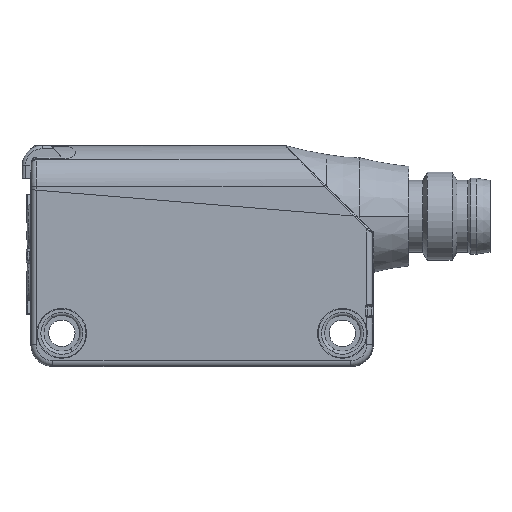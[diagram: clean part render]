
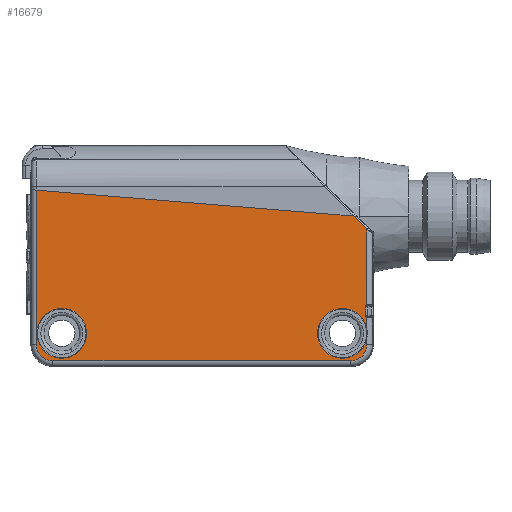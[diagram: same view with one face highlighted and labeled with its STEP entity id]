
A CAD part, left-side view. The second image highlights one B-rep face of the part: STEP entity #16679.
In plain terms, the highlighted planar face has unit normal (-1, 0, 0).
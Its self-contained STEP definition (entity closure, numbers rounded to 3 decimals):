
#1253=DIRECTION('',(0.,0.997,0.081));
#1254=VECTOR('',#1253,28.84);
#1255=CARTESIAN_POINT('',(-5.5,3.454,-2.2));
#1256=LINE('',#1255,#1254);
#1275=DIRECTION('',(0.,-0.707,-0.707));
#1276=VECTOR('',#1275,1.65);
#1277=CARTESIAN_POINT('',(-5.5,3.454,-2.2));
#1278=LINE('',#1277,#1276);
#1279=CARTESIAN_POINT('',(-5.5,2.2,-10.412));
#1280=DIRECTION('',(-1.,0.,0.));
#1281=DIRECTION('',(0.,0.437,0.9));
#1282=AXIS2_PLACEMENT_3D('',#1279,#1280,#1281);
#1284=CARTESIAN_POINT('',(-5.5,2.2,-11.212));
#1285=DIRECTION('',(-1.,0.,0.));
#1286=DIRECTION('',(0.,1.,0.));
#1287=AXIS2_PLACEMENT_3D('',#1284,#1285,#1286);
#1289=CARTESIAN_POINT('',(-5.5,4.5,-12.812));
#1290=DIRECTION('',(-1.,0.,0.));
#1291=DIRECTION('',(0.,-0.983,0.181));
#1292=AXIS2_PLACEMENT_3D('',#1289,#1290,#1291);
#1294=CARTESIAN_POINT('',(-5.5,4.5,-12.812));
#1295=DIRECTION('',(-1.,0.,0.));
#1296=DIRECTION('',(0.,0.,1.));
#1297=AXIS2_PLACEMENT_3D('',#1294,#1295,#1296);
#1299=CARTESIAN_POINT('',(-5.5,4.5,-12.812));
#1300=DIRECTION('',(-1.,0.,0.));
#1301=DIRECTION('',(0.,0.,-1.));
#1302=AXIS2_PLACEMENT_3D('',#1299,#1300,#1301);
#1304=CARTESIAN_POINT('',(-5.5,3.787,
-13.812));
#1305=DIRECTION('',(1.,0.,0.));
#1306=DIRECTION('',(0.,-1.,0.));
#1307=AXIS2_PLACEMENT_3D('',#1304,#1305,#1306);
#1309=CARTESIAN_POINT('',(-5.5,30.7,-13.812));
#1310=DIRECTION('',(1.,0.,0.));
#1311=DIRECTION('',(0.,0.,-1.));
#1312=AXIS2_PLACEMENT_3D('',#1309,#1310,#1311);
#1314=CARTESIAN_POINT('',(-5.5,29.9,-12.812));
#1315=DIRECTION('',(-1.,0.,0.));
#1316=DIRECTION('',(0.,0.,1.));
#1317=AXIS2_PLACEMENT_3D('',#1314,#1315,#1316);
#1319=CARTESIAN_POINT('',(-5.5,29.9,-12.812));
#1320=DIRECTION('',(-1.,0.,0.));
#1321=DIRECTION('',(0.,0.,-1.));
#1322=AXIS2_PLACEMENT_3D('',#1319,#1320,#1321);
#1324=DIRECTION('',(0.,0.,1.));
#1325=VECTOR('',#1324,6.866);
#1326=CARTESIAN_POINT('',(-5.5,2.287,
-10.232));
#1327=LINE('',#1326,#1325);
#1506=CARTESIAN_POINT('',(-5.5,2.287,
-11.392));
#1522=DIRECTION('',(0.,0.,1.));
#1523=VECTOR('',#1522,0.592);
#1524=CARTESIAN_POINT('',(-5.5,2.287,
-13.812));
#1525=LINE('',#1524,#1523);
#1526=DIRECTION('',(0.,0.,1.));
#1527=VECTOR('',#1526,1.012);
#1528=CARTESIAN_POINT('',(-5.5,2.287,-12.404));
#1529=LINE('',#1528,#1527);
#1564=DIRECTION('',(0.,0.,1.));
#1565=VECTOR('',#1564,0.8);
#1566=CARTESIAN_POINT('',(-5.5,2.4,
-11.212));
#1567=LINE('',#1566,#1565);
#1669=DIRECTION('',(0.,-1.,0.));
#1670=VECTOR('',#1669,26.912);
#1671=CARTESIAN_POINT('',(-5.5,30.7,
-15.312));
#1672=LINE('',#1671,#1670);
#2126=DIRECTION('',(0.,0.,-1.));
#2127=VECTOR('',#2126,13.959);
#2128=CARTESIAN_POINT('',(-5.5,32.2,
0.147));
#2129=LINE('',#2128,#2127);
#9717=CARTESIAN_POINT('',(-5.5,32.199,0.147));
#9718=CARTESIAN_POINT('',(-5.5,32.199,0.147));
#9719=CARTESIAN_POINT('',(-5.5,32.199,
0.147));
#9720=CARTESIAN_POINT('',(-5.5,32.2,
0.147));
#9721=CARTESIAN_POINT('',(-5.5,32.2,
0.147));
#13241=VERTEX_POINT('',#1506);
#13242=CARTESIAN_POINT('',(-5.5,2.287,-13.812));
#13243=VERTEX_POINT('',#13242);
#13244=CARTESIAN_POINT('',(-5.5,2.287,-13.221));
#13245=VERTEX_POINT('',#13244);
#13246=CARTESIAN_POINT('',(-5.5,2.287,-12.404));
#13247=VERTEX_POINT('',#13246);
#13253=CARTESIAN_POINT('',(-5.5,2.4,-11.212));
#13254=VERTEX_POINT('',#13253);
#13255=CARTESIAN_POINT('',(-5.5,2.287,-10.232));
#13256=CARTESIAN_POINT('',(-5.5,2.4,-10.412));
#13257=VERTEX_POINT('',#13255);
#13258=VERTEX_POINT('',#13256);
#13259=CARTESIAN_POINT('',(-5.5,4.5,-10.562));
#13260=VERTEX_POINT('',#13259);
#13261=CARTESIAN_POINT('',(-5.5,4.5,-15.062));
#13262=VERTEX_POINT('',#13261);
#13263=CARTESIAN_POINT('',(-5.5,3.788,
-15.312));
#13264=VERTEX_POINT('',#13263);
#13265=CARTESIAN_POINT('',(-5.5,30.7,
-15.312));
#13266=VERTEX_POINT('',#13265);
#13267=CARTESIAN_POINT('',(-5.5,32.2,-13.812));
#13268=VERTEX_POINT('',#13267);
#13269=CARTESIAN_POINT('',(-5.5,2.287,
-3.366));
#13270=VERTEX_POINT('',#13269);
#13271=CARTESIAN_POINT('',(-5.5,29.9,-10.562));
#13272=CARTESIAN_POINT('',(-5.5,29.9,-15.062));
#13273=VERTEX_POINT('',#13271);
#13274=VERTEX_POINT('',#13272);
#14019=CARTESIAN_POINT('',(-5.5,3.454,-2.2));
#14020=CARTESIAN_POINT('',(-5.5,32.199,0.147));
#14021=VERTEX_POINT('',#14019);
#14022=VERTEX_POINT('',#14020);
#14107=VERTEX_POINT('',#9721);
#16636=CARTESIAN_POINT('',(-5.5,17.244,-7.583));
#16637=DIRECTION('',(1.,0.,0.));
#16638=DIRECTION('',(0.,-1.,0.));
#16639=AXIS2_PLACEMENT_3D('',#16636,#16637,#16638);
#16640=PLANE('',#16639);
#16641=ORIENTED_EDGE('',*,*,#15365,.T.);
#16643=ORIENTED_EDGE('',*,*,#16642,.F.);
#16645=ORIENTED_EDGE('',*,*,#16644,.T.);
#16647=ORIENTED_EDGE('',*,*,#16646,.F.);
#16649=ORIENTED_EDGE('',*,*,#16648,.T.);
#16651=ORIENTED_EDGE('',*,*,#16650,.F.);
#16653=ORIENTED_EDGE('',*,*,#16652,.T.);
#16655=ORIENTED_EDGE('',*,*,#16654,.T.);
#16657=ORIENTED_EDGE('',*,*,#16656,.T.);
#16659=ORIENTED_EDGE('',*,*,#16658,.F.);
#16661=ORIENTED_EDGE('',*,*,#16660,.T.);
#16663=ORIENTED_EDGE('',*,*,#16662,.F.);
#16665=ORIENTED_EDGE('',*,*,#16664,.T.);
#16667=ORIENTED_EDGE('',*,*,#16666,.F.);
#16669=ORIENTED_EDGE('',*,*,#16668,.F.);
#16670=ORIENTED_EDGE('',*,*,#16619,.F.);
#16671=EDGE_LOOP('',(#16641,#16643,#16645,#16647,#16649,#16651,#16653,#16655,
#16657,#16659,#16661,#16663,#16665,#16667,#16669,#16670));
#16672=FACE_OUTER_BOUND('',#16671,.F.);
#16674=ORIENTED_EDGE('',*,*,#16673,.T.);
#16676=ORIENTED_EDGE('',*,*,#16675,.T.);
#16677=EDGE_LOOP('',(#16674,#16676));
#16678=FACE_BOUND('',#16677,.F.);
#16679=ADVANCED_FACE('',(#16672,#16678),#16640,.F.);
#1283=CIRCLE('',#1282,0.2);
#1288=CIRCLE('',#1287,0.2);
#1293=CIRCLE('',#1292,2.25);
#1298=CIRCLE('',#1297,2.25);
#1303=CIRCLE('',#1302,2.25);
#1308=CIRCLE('',#1307,1.5);
#1313=CIRCLE('',#1312,1.5);
#1318=CIRCLE('',#1317,2.25);
#1323=CIRCLE('',#1322,2.25);
#9722=B_SPLINE_CURVE_WITH_KNOTS('',3,(#9717,#9718,#9719,#9720,#9721),
.UNSPECIFIED.,.F.,.F.,(4,1,4),(0.,0.5,1.),.UNSPECIFIED.);
#15365=EDGE_CURVE('',#14021,#13270,#1278,.T.);
#16619=EDGE_CURVE('',#14021,#14022,#1256,.T.);
#16642=EDGE_CURVE('',#13257,#13270,#1327,.T.);
#16644=EDGE_CURVE('',#13257,#13258,#1283,.T.);
#16646=EDGE_CURVE('',#13254,#13258,#1567,.T.);
#16648=EDGE_CURVE('',#13254,#13241,#1288,.T.);
#16650=EDGE_CURVE('',#13247,#13241,#1529,.T.);
#16652=EDGE_CURVE('',#13247,#13260,#1293,.T.);
#16654=EDGE_CURVE('',#13260,#13262,#1298,.T.);
#16656=EDGE_CURVE('',#13262,#13245,#1303,.T.);
#16658=EDGE_CURVE('',#13243,#13245,#1525,.T.);
#16660=EDGE_CURVE('',#13243,#13264,#1308,.T.);
#16662=EDGE_CURVE('',#13266,#13264,#1672,.T.);
#16664=EDGE_CURVE('',#13266,#13268,#1313,.T.);
#16666=EDGE_CURVE('',#14107,#13268,#2129,.T.);
#16668=EDGE_CURVE('',#14022,#14107,#9722,.T.);
#16673=EDGE_CURVE('',#13273,#13274,#1318,.T.);
#16675=EDGE_CURVE('',#13274,#13273,#1323,.T.);
